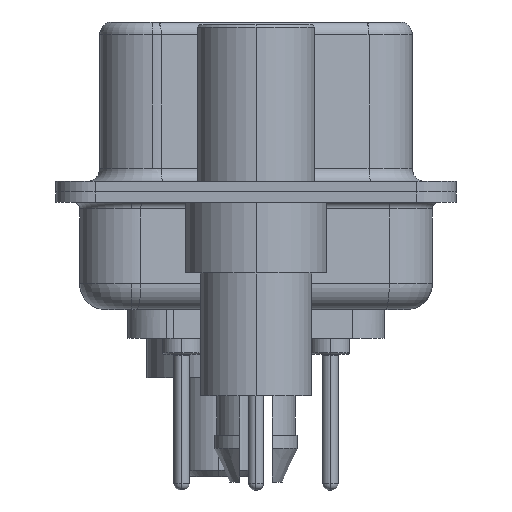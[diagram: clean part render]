
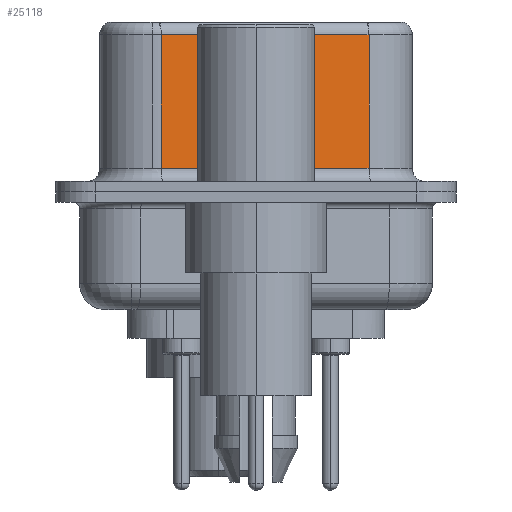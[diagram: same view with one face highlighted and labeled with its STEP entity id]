
A CAD part, left-side view. The second image highlights one B-rep face of the part: STEP entity #25118.
In plain terms, the highlighted planar face has unit normal (-0.985, -0.174, 0).
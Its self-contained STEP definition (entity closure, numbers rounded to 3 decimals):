
#514 = DIRECTION ( 'NONE',  ( -0.174, 0.985, 0. ) ) ;
#1496 = FACE_OUTER_BOUND ( 'NONE', #13134, .T. ) ;
#1540 = CARTESIAN_POINT ( 'NONE',  ( 5.132, -4.322, 6.52 ) ) ;
#2155 = VECTOR ( 'NONE', #4932, 1000. ) ;
#3099 = CARTESIAN_POINT ( 'NONE',  ( 5.132, -4.322, 6.02 ) ) ;
#4390 = ORIENTED_EDGE ( 'NONE', *, *, #8271, .T. ) ;
#4848 = LINE ( 'NONE', #1540, #10152 ) ;
#4916 = VERTEX_POINT ( 'NONE', #5238 ) ;
#4932 = DIRECTION ( 'NONE',  ( 0., 0., -1. ) ) ;
#5238 = CARTESIAN_POINT ( 'NONE',  ( 3.73, 3.628, 0.9 ) ) ;
#5494 = CARTESIAN_POINT ( 'NONE',  ( 3.73, 3.628, 6.02 ) ) ;
#5735 = LINE ( 'NONE', #3099, #12446 ) ;
#6428 = VECTOR ( 'NONE', #17159, 1000. ) ;
#8271 = EDGE_CURVE ( 'NONE', #22809, #27299, #5735, .T. ) ;
#8483 = CARTESIAN_POINT ( 'NONE',  ( 5.132, -4.322, 6.02 ) ) ;
#9039 = LINE ( 'NONE', #16171, #2155 ) ;
#9773 = CARTESIAN_POINT ( 'NONE',  ( 5.132, -4.322, 6.52 ) ) ;
#10152 = VECTOR ( 'NONE', #24445, 1000. ) ;
#11991 = PLANE ( 'NONE',  #20404 ) ;
#12229 = EDGE_CURVE ( 'NONE', #22809, #19261, #4848, .T. ) ;
#12446 = VECTOR ( 'NONE', #16665, 1000. ) ;
#13134 = EDGE_LOOP ( 'NONE', ( #19421, #4390, #16513, #21421 ) ) ;
#14300 = DIRECTION ( 'NONE',  ( 0.985, 0.174, 0. ) ) ;
#16171 = CARTESIAN_POINT ( 'NONE',  ( 3.73, 3.628, 6.52 ) ) ;
#16513 = ORIENTED_EDGE ( 'NONE', *, *, #26645, .T. ) ;
#16665 = DIRECTION ( 'NONE',  ( -0.174, 0.985, 0. ) ) ;
#16972 = LINE ( 'NONE', #19586, #6428 ) ;
#17159 = DIRECTION ( 'NONE',  ( 0.174, -0.985, 0. ) ) ;
#17895 = CARTESIAN_POINT ( 'NONE',  ( 5.132, -4.322, 0.9 ) ) ;
#19261 = VERTEX_POINT ( 'NONE', #17895 ) ;
#19421 = ORIENTED_EDGE ( 'NONE', *, *, #12229, .F. ) ;
#19586 = CARTESIAN_POINT ( 'NONE',  ( 5.132, -4.322, 0.9 ) ) ;
#20404 = AXIS2_PLACEMENT_3D ( 'NONE', #9773, #14300, #514 ) ;
#21421 = ORIENTED_EDGE ( 'NONE', *, *, #21684, .T. ) ;
#21684 = EDGE_CURVE ( 'NONE', #4916, #19261, #16972, .T. ) ;
#22809 = VERTEX_POINT ( 'NONE', #8483 ) ;
#24445 = DIRECTION ( 'NONE',  ( 0., 0., -1. ) ) ;
#25118 = ADVANCED_FACE ( 'NONE', ( #1496 ), #11991, .F. ) ;
#26645 = EDGE_CURVE ( 'NONE', #27299, #4916, #9039, .T. ) ;
#27299 = VERTEX_POINT ( 'NONE', #5494 ) ;
